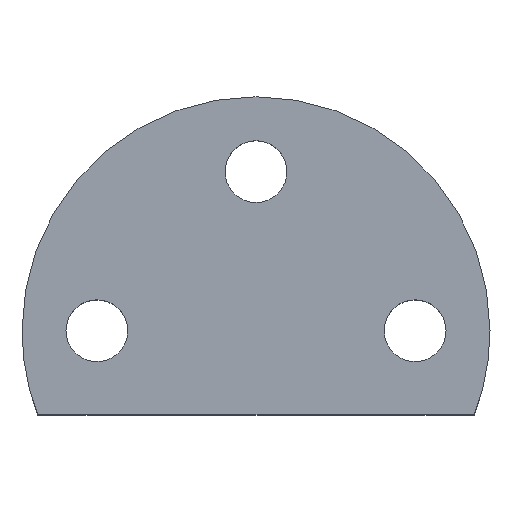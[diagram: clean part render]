
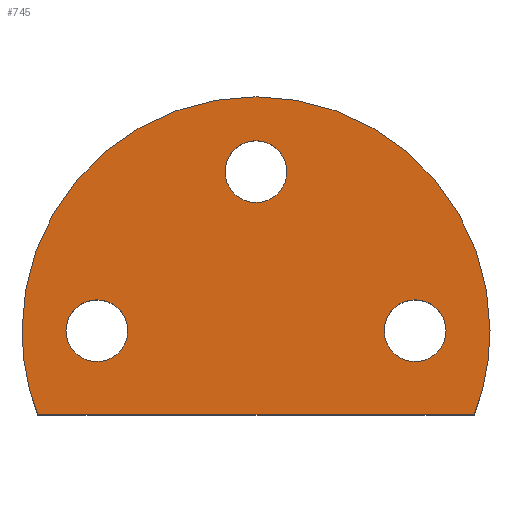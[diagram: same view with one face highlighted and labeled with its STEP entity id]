
A CAD part, top view. The second image highlights one B-rep face of the part: STEP entity #745.
In plain terms, the highlighted planar face has unit normal (0, 0, 1).
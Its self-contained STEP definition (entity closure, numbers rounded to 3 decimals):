
#505=VERTEX_POINT('',#1411);
#575=EDGE_CURVE('',#1207,#717,#1488,.T.);
#717=VERTEX_POINT('',#1649);
#731=EDGE_CURVE('',#505,#1207,#1663,.T.);
#745=ADVANCED_FACE('',(#1677,#1678,#1679,#1680),#1681,.T.);
#763=VERTEX_POINT('',#1701);
#775=EDGE_CURVE('',#1141,#763,#1713,.T.);
#919=EDGE_CURVE('',#1297,#1013,#1880,.T.);
#947=VERTEX_POINT('',#1915);
#977=EDGE_CURVE('',#1081,#505,#1951,.T.);
#1013=VERTEX_POINT('',#1988);
#1057=EDGE_CURVE('',#1081,#717,#2035,.T.);
#1081=VERTEX_POINT('',#2065);
#1101=EDGE_CURVE('',#1233,#947,#2088,.T.);
#1113=EDGE_CURVE('',#1013,#1297,#2101,.T.);
#1129=EDGE_CURVE('',#763,#1141,#2119,.T.);
#1141=VERTEX_POINT('',#2133);
#1207=VERTEX_POINT('',#2206);
#1233=VERTEX_POINT('',#2234);
#1297=VERTEX_POINT('',#2301);
#1333=EDGE_CURVE('',#947,#1233,#2343,.T.);
#1411=CARTESIAN_POINT('',(-25.0,0.,0.));
#1488=CIRCLE('',#2557,25.0);
#1649=CARTESIAN_POINT('',(23.324,-9.0,0.));
#1663=CIRCLE('',#2833,25.0);
#1677=FACE_OUTER_BOUND('',#2861,.T.);
#1678=FACE_BOUND('',#2862,.T.);
#1679=FACE_BOUND('',#2863,.T.);
#1680=FACE_BOUND('',#2864,.T.);
#1681=PLANE('',#2865);
#1701=CARTESIAN_POINT('',(13.7,0.,0.));
#1713=CIRCLE('',#2931,3.3);
#1880=CIRCLE('',#3221,3.3);
#1915=CARTESIAN_POINT('',(-13.7,0.0,0.));
#1951=CIRCLE('',#3327,25.0);
#1988=CARTESIAN_POINT('',(-3.3,17.0,0.));
#2035=LINE('',#3508,#3509);
#2065=CARTESIAN_POINT('',(-23.324,-9.0,0.));
#2088=CIRCLE('',#3613,3.3);
#2101=CIRCLE('',#3628,3.3);
#2119=CIRCLE('',#3669,3.3);
#2133=CARTESIAN_POINT('',(20.3,0.0,0.));
#2206=CARTESIAN_POINT('',(25.,0.,0.));
#2234=CARTESIAN_POINT('',(-20.3,0.,0.));
#2301=CARTESIAN_POINT('',(3.3,17.0,0.));
#2343=CIRCLE('',#4072,3.3);
#2557=AXIS2_PLACEMENT_3D('',#4249,#4250,#4251);
#2833=AXIS2_PLACEMENT_3D('',#4464,#4465,#4466);
#2861=EDGE_LOOP('',(#4470,#4471,#4472,#4473));
#2862=EDGE_LOOP('',(#4474,#4475));
#2863=EDGE_LOOP('',(#4476,#4477));
#2864=EDGE_LOOP('',(#4478,#4479));
#2865=AXIS2_PLACEMENT_3D('',#4480,#4481,#4482);
#2931=AXIS2_PLACEMENT_3D('',#4502,#4503,#4504);
#3221=AXIS2_PLACEMENT_3D('',#4719,#4720,#4721);
#3327=AXIS2_PLACEMENT_3D('',#4840,#4841,#4842);
#3508=CARTESIAN_POINT('',(5.412,-9.0,0.));
#3509=VECTOR('',#4891,1.0);
#3613=AXIS2_PLACEMENT_3D('',#4976,#4977,#4978);
#3628=AXIS2_PLACEMENT_3D('',#4989,#4990,#4991);
#3669=AXIS2_PLACEMENT_3D('',#5008,#5009,#5010);
#4072=AXIS2_PLACEMENT_3D('',#5233,#5234,#5235);
#4249=CARTESIAN_POINT('',(0.,0.,0.));
#4250=DIRECTION('',(0.0,0.0,-1.0));
#4251=DIRECTION('',(-1.0,0.,0.0));
#4464=CARTESIAN_POINT('',(0.,0.,0.));
#4465=DIRECTION('',(0.0,0.0,-1.0));
#4466=DIRECTION('',(-1.0,0.,0.0));
#4470=ORIENTED_EDGE('',*,*,#1057,.T.);
#4471=ORIENTED_EDGE('',*,*,#575,.F.);
#4472=ORIENTED_EDGE('',*,*,#731,.F.);
#4473=ORIENTED_EDGE('',*,*,#977,.F.);
#4474=ORIENTED_EDGE('',*,*,#775,.T.);
#4475=ORIENTED_EDGE('',*,*,#1129,.T.);
#4476=ORIENTED_EDGE('',*,*,#919,.T.);
#4477=ORIENTED_EDGE('',*,*,#1113,.T.);
#4478=ORIENTED_EDGE('',*,*,#1333,.T.);
#4479=ORIENTED_EDGE('',*,*,#1101,.T.);
#4480=CARTESIAN_POINT('',(-12.5,0.,0.));
#4481=DIRECTION('',(0.0,0.0,1.0));
#4482=DIRECTION('',(-1.0,0.,0.0));
#4502=CARTESIAN_POINT('',(17.0,0.,0.));
#4503=DIRECTION('',(0.0,0.0,-1.0));
#4504=DIRECTION('',(1.0,0.0,0.0));
#4719=CARTESIAN_POINT('',(0.,17.0,0.));
#4720=DIRECTION('',(0.0,0.0,-1.0));
#4721=DIRECTION('',(1.0,0.0,0.0));
#4840=CARTESIAN_POINT('',(0.,0.,0.));
#4841=DIRECTION('',(0.0,0.0,-1.0));
#4842=DIRECTION('',(-1.0,0.,0.0));
#4891=DIRECTION('',(1.0,0.,0.0));
#4976=CARTESIAN_POINT('',(-17.0,0.,0.));
#4977=DIRECTION('',(0.0,0.0,-1.0));
#4978=DIRECTION('',(1.0,0.0,0.0));
#4989=CARTESIAN_POINT('',(0.,17.0,0.));
#4990=DIRECTION('',(0.0,0.0,-1.0));
#4991=DIRECTION('',(1.0,0.0,0.0));
#5008=CARTESIAN_POINT('',(17.0,0.,0.));
#5009=DIRECTION('',(0.0,0.0,-1.0));
#5010=DIRECTION('',(1.0,0.0,0.0));
#5233=CARTESIAN_POINT('',(-17.0,0.,0.));
#5234=DIRECTION('',(0.0,0.0,-1.0));
#5235=DIRECTION('',(1.0,0.0,0.0));
